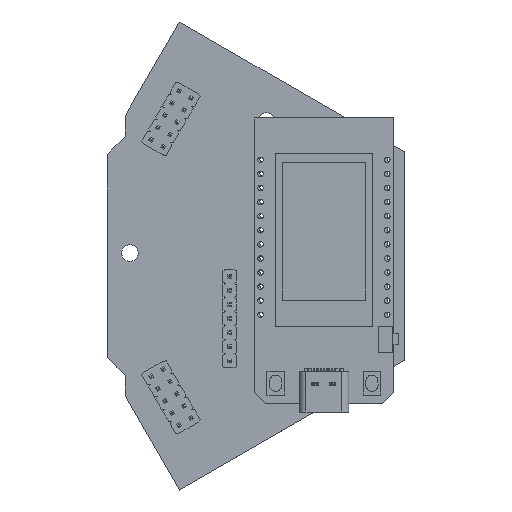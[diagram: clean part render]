
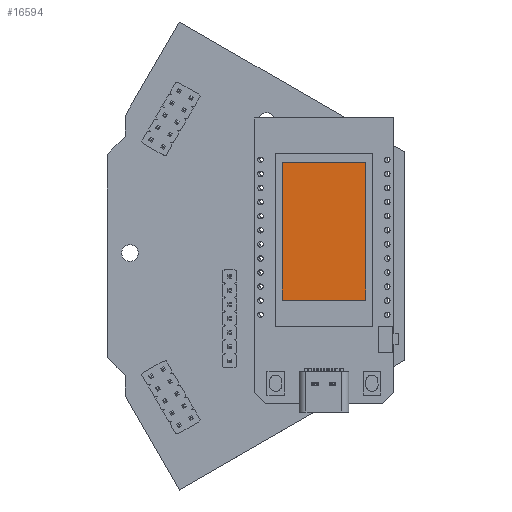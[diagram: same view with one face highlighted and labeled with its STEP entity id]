
A CAD part, top view. The second image highlights one B-rep face of the part: STEP entity #16594.
In plain terms, the highlighted planar face has unit normal (0, 0, 1).
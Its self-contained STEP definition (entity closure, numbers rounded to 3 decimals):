
#16504 = VERTEX_POINT('',#16505);
#16505 = CARTESIAN_POINT('',(5.027,18.669,2.567));
#16511 = EDGE_CURVE('',#16504,#16512,#16514,.T.);
#16512 = VERTEX_POINT('',#16513);
#16513 = CARTESIAN_POINT('',(5.027,43.434,2.567));
#16514 = LINE('',#16515,#16516);
#16515 = CARTESIAN_POINT('',(5.027,43.434,2.567));
#16516 = VECTOR('',#16517,1.);
#16517 = DIRECTION('',(0.,1.,0.));
#16535 = VERTEX_POINT('',#16536);
#16536 = CARTESIAN_POINT('',(20.063,18.669,2.567));
#16542 = EDGE_CURVE('',#16535,#16504,#16543,.T.);
#16543 = LINE('',#16544,#16545);
#16544 = CARTESIAN_POINT('',(5.027,18.669,2.567));
#16545 = VECTOR('',#16546,1.);
#16546 = DIRECTION('',(-1.,0.,0.));
#16559 = VERTEX_POINT('',#16560);
#16560 = CARTESIAN_POINT('',(20.063,43.434,2.567));
#16566 = EDGE_CURVE('',#16559,#16535,#16567,.T.);
#16567 = LINE('',#16568,#16569);
#16568 = CARTESIAN_POINT('',(20.063,18.669,2.567));
#16569 = VECTOR('',#16570,1.);
#16570 = DIRECTION('',(0.,-1.,0.));
#16583 = EDGE_CURVE('',#16512,#16559,#16584,.T.);
#16584 = LINE('',#16585,#16586);
#16585 = CARTESIAN_POINT('',(20.063,43.434,2.567));
#16586 = VECTOR('',#16587,1.);
#16587 = DIRECTION('',(1.,0.,0.));
#16594 = ADVANCED_FACE('',(#16595),#16601,.T.);
#16595 = FACE_BOUND('',#16596,.T.);
#16596 = EDGE_LOOP('',(#16597,#16598,#16599,#16600));
#16597 = ORIENTED_EDGE('',*,*,#16511,.F.);
#16598 = ORIENTED_EDGE('',*,*,#16542,.F.);
#16599 = ORIENTED_EDGE('',*,*,#16566,.F.);
#16600 = ORIENTED_EDGE('',*,*,#16583,.F.);
#16601 = PLANE('',#16602);
#16602 = AXIS2_PLACEMENT_3D('',#16603,#16604,#16605);
#16603 = CARTESIAN_POINT('',(0.,0.,2.567));
#16604 = DIRECTION('',(0.,0.,1.));
#16605 = DIRECTION('',(1.,0.,0.));
